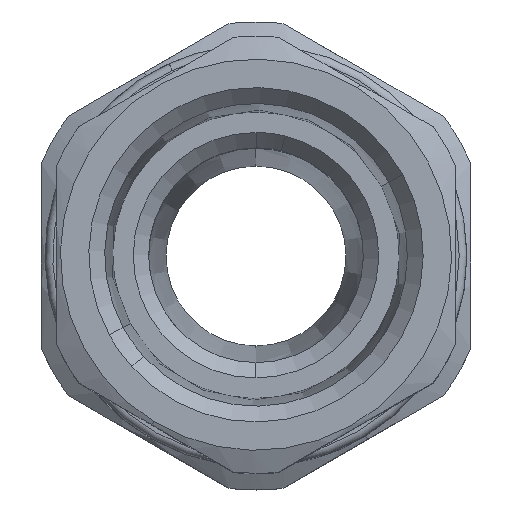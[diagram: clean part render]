
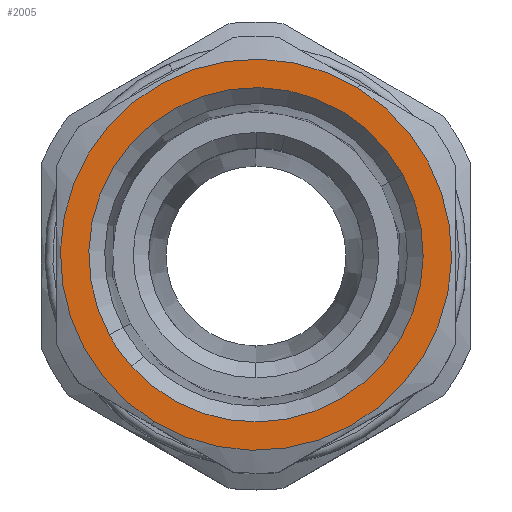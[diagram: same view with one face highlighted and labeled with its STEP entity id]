
A CAD part, top view. The second image highlights one B-rep face of the part: STEP entity #2005.
In plain terms, the highlighted planar face has unit normal (0, 0, 1).
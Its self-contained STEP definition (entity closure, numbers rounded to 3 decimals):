
#1864=AXIS2_PLACEMENT_3D('Circle Axis2P3D',#1862,#1863,$) ;
#1895=AXIS2_PLACEMENT_3D('Circle Axis2P3D',#1893,#1894,$) ;
#1973=AXIS2_PLACEMENT_3D('Plane Axis2P3D',#1970,#1971,#1972) ;
#1981=AXIS2_PLACEMENT_3D('Circle Axis2P3D',#1979,#1980,$) ;
#1990=AXIS2_PLACEMENT_3D('Circle Axis2P3D',#1988,#1989,$) ;
#1997=AXIS2_PLACEMENT_3D('Circle Axis2P3D',#1995,#1996,$) ;
#1859=CARTESIAN_POINT('Vertex',(7.366,4.362,69.75)) ;
#1862=CARTESIAN_POINT('Axis2P3D Location',(14.,15.25,69.75)) ;
#1866=CARTESIAN_POINT('Vertex',(20.634,26.138,69.75)) ;
#1893=CARTESIAN_POINT('Axis2P3D Location',(14.,15.25,69.75)) ;
#1970=CARTESIAN_POINT('Axis2P3D Location',(14.,15.25,69.75)) ;
#1979=CARTESIAN_POINT('Axis2P3D Location',(14.,15.25,69.75)) ;
#1983=CARTESIAN_POINT('Vertex',(23.566,20.476,69.75)) ;
#1985=CARTESIAN_POINT('Vertex',(4.434,10.024,69.75)) ;
#1988=CARTESIAN_POINT('Axis2P3D Location',(14.,15.25,69.75)) ;
#1992=CARTESIAN_POINT('Vertex',(5.907,7.949,69.75)) ;
#1995=CARTESIAN_POINT('Axis2P3D Location',(14.,15.25,69.75)) ;
#1863=DIRECTION('Axis2P3D Direction',(0.,0.,-1.)) ;
#1894=DIRECTION('Axis2P3D Direction',(0.,0.,-1.)) ;
#1971=DIRECTION('Axis2P3D Direction',(0.,0.,-1.)) ;
#1972=DIRECTION('Axis2P3D XDirection',(0.,-1.,0.)) ;
#1980=DIRECTION('Axis2P3D Direction',(0.,0.,-1.)) ;
#1989=DIRECTION('Axis2P3D Direction',(0.,0.,-1.)) ;
#1996=DIRECTION('Axis2P3D Direction',(0.,0.,-1.)) ;
#1976=ORIENTED_EDGE('',*,*,#1897,.T.) ;
#1977=ORIENTED_EDGE('',*,*,#1868,.T.) ;
#2001=ORIENTED_EDGE('',*,*,#1987,.F.) ;
#2002=ORIENTED_EDGE('',*,*,#1994,.F.) ;
#2003=ORIENTED_EDGE('',*,*,#1999,.F.) ;
#2004=FACE_BOUND('',#2000,.T.) ;
#2005=ADVANCED_FACE('Body',(#1978,#2004),#1974,.F.) ;
#1865=CIRCLE('generated circle',#1864,12.75) ;
#1896=CIRCLE('generated circle',#1895,12.75) ;
#1982=CIRCLE('generated circle',#1981,10.9) ;
#1991=CIRCLE('generated circle',#1990,10.9) ;
#1998=CIRCLE('generated circle',#1997,10.9) ;
#1868=EDGE_CURVE('',#1867,#1860,#1865,.F.) ;
#1897=EDGE_CURVE('',#1860,#1867,#1896,.F.) ;
#1987=EDGE_CURVE('',#1984,#1986,#1982,.F.) ;
#1994=EDGE_CURVE('',#1993,#1984,#1991,.F.) ;
#1999=EDGE_CURVE('',#1986,#1993,#1998,.F.) ;
#1975=EDGE_LOOP('',(#1976,#1977)) ;
#2000=EDGE_LOOP('',(#2001,#2002,#2003)) ;
#1978=FACE_OUTER_BOUND('',#1975,.T.) ;
#1974=PLANE('',#1973) ;
#1860=VERTEX_POINT('',#1859) ;
#1867=VERTEX_POINT('',#1866) ;
#1984=VERTEX_POINT('',#1983) ;
#1986=VERTEX_POINT('',#1985) ;
#1993=VERTEX_POINT('',#1992) ;
